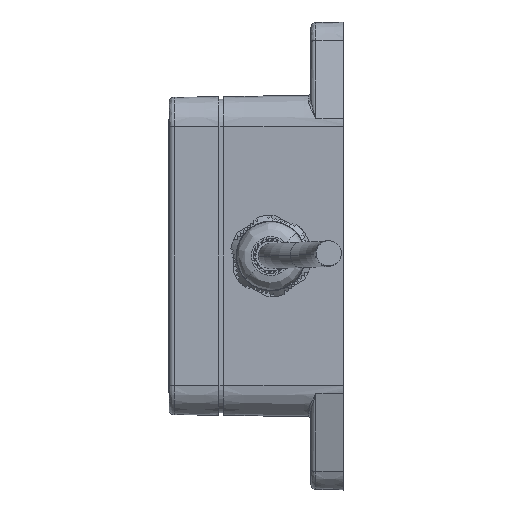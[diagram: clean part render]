
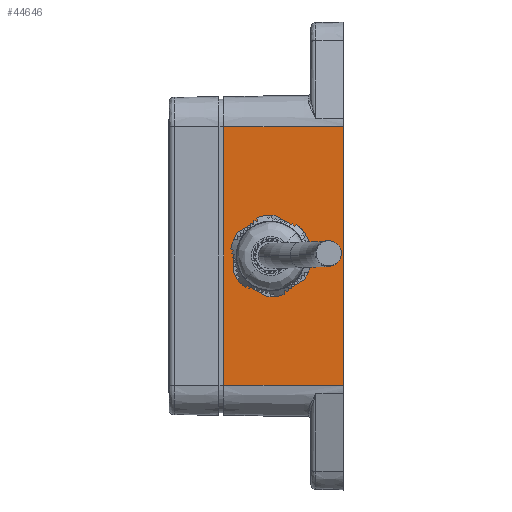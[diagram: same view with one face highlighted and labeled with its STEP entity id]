
A CAD part, left-side view. The second image highlights one B-rep face of the part: STEP entity #44646.
In plain terms, the highlighted planar face has unit normal (-1, 0.018, 0).
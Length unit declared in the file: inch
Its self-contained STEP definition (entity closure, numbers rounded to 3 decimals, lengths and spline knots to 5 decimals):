
#830 =( BOUNDED_CURVE ( )  B_SPLINE_CURVE ( 3, ( #46883, #21840, #17272, #11647 ),
 .UNSPECIFIED., .F., .F. ) 
 B_SPLINE_CURVE_WITH_KNOTS ( ( 4, 4 ),
 ( 1.5708, 4.71239 ),
 .UNSPECIFIED. ) 
 CURVE ( )  GEOMETRIC_REPRESENTATION_ITEM ( )  RATIONAL_B_SPLINE_CURVE ( ( 1., 0.333, 0.333, 1. ) ) 
 REPRESENTATION_ITEM ( '' )  );
#1511 = DIRECTION ( 'NONE',  ( -0.017, -1., 0. ) ) ;
#3631 = FACE_OUTER_BOUND ( 'NONE', #45841, .T. ) ;
#5203 = CARTESIAN_POINT ( 'NONE',  ( -1.14823, -0.37225, 0.25 ) ) ;
#5465 = VECTOR ( 'NONE', #45341, 39.37008 ) ;
#6273 = LINE ( 'NONE', #15067, #5465 ) ;
#9398 = LINE ( 'NONE', #21147, #17164 ) ;
#10231 = CARTESIAN_POINT ( 'NONE',  ( -1.14823, -0.37225, -0.25 ) ) ;
#10382 = LINE ( 'NONE', #12501, #48785 ) ;
#10496 = EDGE_CURVE ( 'NONE', #35832, #13051, #830, .T. ) ;
#11647 = CARTESIAN_POINT ( 'NONE',  ( -1.14823, -0.37225, 0.25 ) ) ;
#12501 = CARTESIAN_POINT ( 'NONE',  ( -1.15823, -0.94525, -1.02362 ) ) ;
#13051 = VERTEX_POINT ( 'NONE', #26920 ) ;
#14332 = EDGE_LOOP ( 'NONE', ( #24948, #16792 ) ) ;
#15067 = CARTESIAN_POINT ( 'NONE',  ( -1.14173, 0., 0. ) ) ;
#16076 = VERTEX_POINT ( 'NONE', #33211 ) ;
#16792 = ORIENTED_EDGE ( 'NONE', *, *, #63556, .F. ) ;
#17164 = VECTOR ( 'NONE', #1511, 39.37008 ) ;
#17272 = CARTESIAN_POINT ( 'NONE',  ( -1.15696, -0.87225, 0.25 ) ) ;
#20005 = CARTESIAN_POINT ( 'NONE',  ( -1.1395, 0.12775, 0.25 ) ) ;
#20720 = CARTESIAN_POINT ( 'NONE',  ( -1.14173, 0., 1.02362 ) ) ;
#21147 = CARTESIAN_POINT ( 'NONE',  ( -1.14173, 0., -1.02362 ) ) ;
#21840 = CARTESIAN_POINT ( 'NONE',  ( -1.15696, -0.87225, -0.25 ) ) ;
#24226 =( BOUNDED_CURVE ( )  B_SPLINE_CURVE ( 3, ( #5203, #20005, #30119, #10231 ),
 .UNSPECIFIED., .F., .F. ) 
 B_SPLINE_CURVE_WITH_KNOTS ( ( 4, 4 ),
 ( 4.71239, 7.85398 ),
 .UNSPECIFIED. ) 
 CURVE ( )  GEOMETRIC_REPRESENTATION_ITEM ( )  RATIONAL_B_SPLINE_CURVE ( ( 1., 0.333, 0.333, 1. ) ) 
 REPRESENTATION_ITEM ( '' )  );
#24684 = ORIENTED_EDGE ( 'NONE', *, *, #41630, .T. ) ;
#24948 = ORIENTED_EDGE ( 'NONE', *, *, #10496, .F. ) ;
#26920 = CARTESIAN_POINT ( 'NONE',  ( -1.14823, -0.37225, 0.25 ) ) ;
#27500 = DIRECTION ( 'NONE',  ( -1., 0.017, 0. ) ) ;
#28059 = LINE ( 'NONE', #20720, #47691 ) ;
#28157 = CARTESIAN_POINT ( 'NONE',  ( -1.14173, 0., -1.02362 ) ) ;
#28578 = CARTESIAN_POINT ( 'NONE',  ( -1.14823, -0.37225, -0.25 ) ) ;
#30119 = CARTESIAN_POINT ( 'NONE',  ( -1.1395, 0.12775, -0.25 ) ) ;
#31047 = AXIS2_PLACEMENT_3D ( 'NONE', #57585, #27500, #47692 ) ;
#33067 = CARTESIAN_POINT ( 'NONE',  ( -1.15823, -0.94525, 1.02362 ) ) ;
#33211 = CARTESIAN_POINT ( 'NONE',  ( -1.15823, -0.94525, -1.02362 ) ) ;
#33375 = VERTEX_POINT ( 'NONE', #33067 ) ;
#33532 = EDGE_CURVE ( 'NONE', #46580, #60684, #6273, .T. ) ;
#33672 = EDGE_CURVE ( 'NONE', #60684, #16076, #9398, .T. ) ;
#35832 = VERTEX_POINT ( 'NONE', #28578 ) ;
#41630 = EDGE_CURVE ( 'NONE', #33375, #46580, #28059, .T. ) ;
#42751 = DIRECTION ( 'NONE',  ( 0., 0., 1. ) ) ;
#44646 = ADVANCED_FACE ( 'NONE', ( #46695, #3631 ), #62657, .T. ) ;
#45341 = DIRECTION ( 'NONE',  ( 0., 0., -1. ) ) ;
#45841 = EDGE_LOOP ( 'NONE', ( #57814, #24684, #52783, #48376 ) ) ;
#46580 = VERTEX_POINT ( 'NONE', #49543 ) ;
#46695 = FACE_BOUND ( 'NONE', #14332, .T. ) ;
#46883 = CARTESIAN_POINT ( 'NONE',  ( -1.14823, -0.37225, -0.25 ) ) ;
#47691 = VECTOR ( 'NONE', #55876, 39.37008 ) ;
#47692 = DIRECTION ( 'NONE',  ( -0.017, -1., 0. ) ) ;
#48376 = ORIENTED_EDGE ( 'NONE', *, *, #33672, .T. ) ;
#48785 = VECTOR ( 'NONE', #42751, 39.37008 ) ;
#49543 = CARTESIAN_POINT ( 'NONE',  ( -1.14173, 0., 1.02362 ) ) ;
#52783 = ORIENTED_EDGE ( 'NONE', *, *, #33532, .T. ) ;
#55876 = DIRECTION ( 'NONE',  ( 0.017, 1., 0. ) ) ;
#57585 = CARTESIAN_POINT ( 'NONE',  ( -1.14173, 0., 0. ) ) ;
#57814 = ORIENTED_EDGE ( 'NONE', *, *, #59849, .T. ) ;
#59849 = EDGE_CURVE ( 'NONE', #16076, #33375, #10382, .T. ) ;
#60684 = VERTEX_POINT ( 'NONE', #28157 ) ;
#62657 = PLANE ( 'NONE',  #31047 ) ;
#63556 = EDGE_CURVE ( 'NONE', #13051, #35832, #24226, .T. ) ;
